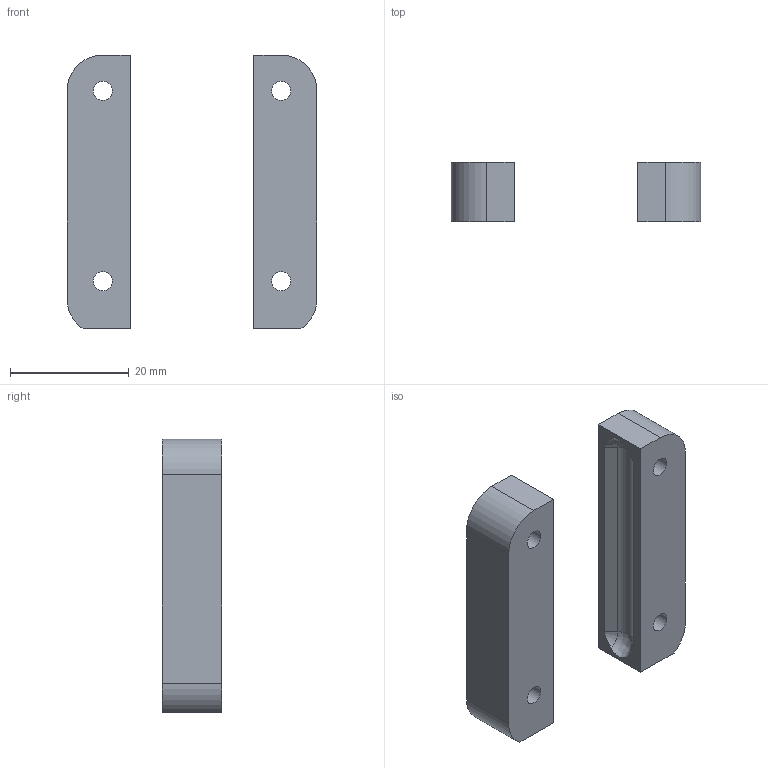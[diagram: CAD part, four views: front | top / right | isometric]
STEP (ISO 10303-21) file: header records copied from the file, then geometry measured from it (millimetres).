
FILE_DESCRIPTION(('FreeCAD Model'),'2;1');
FILE_NAME('FrontCraneGuide.step','2018-02-06T11:45:43',('Author' ),(''),'Open CASCADE STEP processor 6.9','FreeCAD','Unknown');
FILE_SCHEMA(('AUTOMOTIVE_DESIGN_CC2 { 1 2 10303 214 -1 1 5 4 }'));
Length unit declared in the file: millimetre
Products named in the file (1): FrontCraneGuide
Bounding box: 42 x 10 x 46 mm (x, y, z)
Volume: 8133 mm3; surface area: 4675.5 mm2
Topology: 2 solids, 2 shells, 66 faces, 160 edges, 104 vertices
Faces by surface type: plane 44, cylinder 10, cone 8, bspline 4
Full cylindrical faces by diameter (mm): 3.2 x4
Entity records: 6280 total; most frequent: CARTESIAN_POINT 2675, DIRECTION 546, LINE 360, VECTOR 360, ORIENTED_EDGE 320, PCURVE 320, DEFINITIONAL_REPRESENTATION 320, EDGE_CURVE 160
